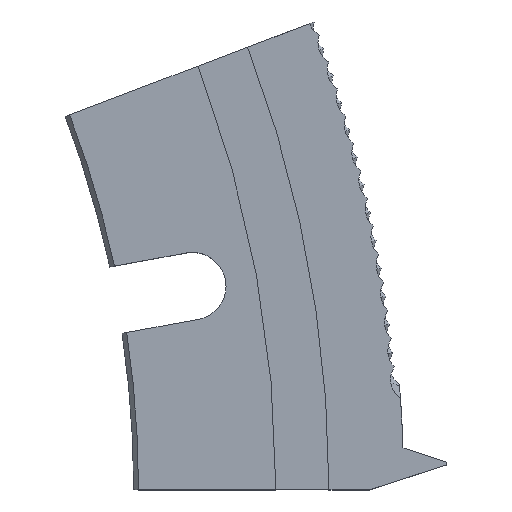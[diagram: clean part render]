
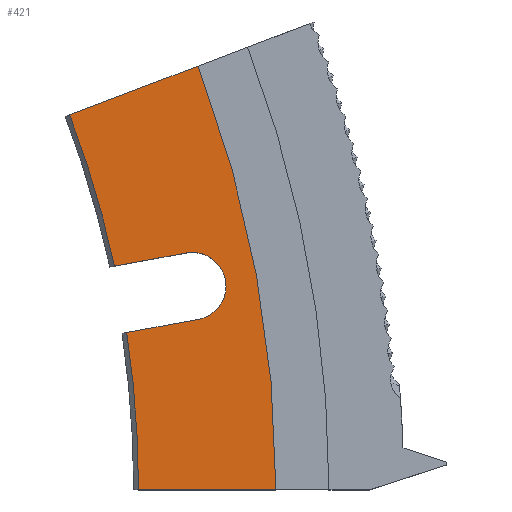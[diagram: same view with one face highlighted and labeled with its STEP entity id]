
A CAD part, top view. The second image highlights one B-rep face of the part: STEP entity #421.
In plain terms, the highlighted planar face has unit normal (0, 0, 1).
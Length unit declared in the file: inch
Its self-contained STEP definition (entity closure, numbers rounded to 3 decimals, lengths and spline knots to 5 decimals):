
#35 = EDGE_CURVE ( 'NONE', #1002, #2362, #943, .T. ) ;
#60 = CARTESIAN_POINT ( 'NONE',  ( 0., 0., 0. ) ) ;
#74 = CIRCLE ( 'NONE', #555, 0.21875 ) ;
#105 = CARTESIAN_POINT ( 'NONE',  ( 6.68798, 1.45064, 0. ) ) ;
#107 = EDGE_CURVE ( 'NONE', #805, #701, #454, .T. ) ;
#113 = CARTESIAN_POINT ( 'NONE',  ( 6.39694, 2.43158, 0. ) ) ;
#116 = DIRECTION ( 'NONE',  ( 1., 0., 0. ) ) ;
#130 = DIRECTION ( 'NONE',  ( 0., 0., 1. ) ) ;
#169 = ORIENTED_EDGE ( 'NONE', *, *, #1895, .F. ) ;
#179 = CARTESIAN_POINT ( 'NONE',  ( 7.2298, 2.74817, 0. ) ) ;
#262 = VECTOR ( 'NONE', #2366, 39.37008 ) ;
#382 = VERTEX_POINT ( 'NONE', #1356 ) ;
#404 = VERTEX_POINT ( 'NONE', #968 ) ;
#421 = ADVANCED_FACE ( 'NONE', ( #772 ), #2087, .T. ) ;
#438 = LINE ( 'NONE', #987, #1644 ) ;
#444 = DIRECTION ( 'NONE',  ( 0., 0., 1. ) ) ;
#454 = LINE ( 'NONE', #843, #653 ) ;
#475 = CARTESIAN_POINT ( 'NONE',  ( 6.8435, 0., 0. ) ) ;
#509 = DIRECTION ( 'NONE',  ( -0.984, -0.181, 0. ) ) ;
#542 = DIRECTION ( 'NONE',  ( 1., 0., 0. ) ) ;
#555 = AXIS2_PLACEMENT_3D ( 'NONE', #1624, #130, #116 ) ;
#562 = DIRECTION ( 'NONE',  ( 0., 0., -1. ) ) ;
#571 = CARTESIAN_POINT ( 'NONE',  ( 7.15271, 1.53599, 0. ) ) ;
#573 = CARTESIAN_POINT ( 'NONE',  ( 0., 0., 0. ) ) ;
#597 = DIRECTION ( 'NONE',  ( 1., 0., 0. ) ) ;
#653 = VECTOR ( 'NONE', #509, 39.37008 ) ;
#701 = VERTEX_POINT ( 'NONE', #1171 ) ;
#748 = VECTOR ( 'NONE', #1506, 39.37008 ) ;
#772 = FACE_OUTER_BOUND ( 'NONE', #2269, .T. ) ;
#788 = DIRECTION ( 'NONE',  ( 1., 0., 0. ) ) ;
#805 = VERTEX_POINT ( 'NONE', #2274 ) ;
#808 = ORIENTED_EDGE ( 'NONE', *, *, #858, .F. ) ;
#823 = ORIENTED_EDGE ( 'NONE', *, *, #107, .T. ) ;
#825 = DIRECTION ( 'NONE',  ( 1., 0., 0. ) ) ;
#843 = CARTESIAN_POINT ( 'NONE',  ( 7.23173, 1.10569, 0. ) ) ;
#858 = EDGE_CURVE ( 'NONE', #1002, #1589, #1090, .T. ) ;
#872 = CARTESIAN_POINT ( 'NONE',  ( 7.7345, 0., 0. ) ) ;
#873 = ORIENTED_EDGE ( 'NONE', *, *, #1541, .F. ) ;
#943 = CIRCLE ( 'NONE', #2064, 6.8435 ) ;
#956 = ORIENTED_EDGE ( 'NONE', *, *, #2076, .F. ) ;
#968 = CARTESIAN_POINT ( 'NONE',  ( 7.41097, 1.32084, 0. ) ) ;
#987 = CARTESIAN_POINT ( 'NONE',  ( 6.8125, 0., 0. ) ) ;
#1002 = VERTEX_POINT ( 'NONE', #113 ) ;
#1034 = DIRECTION ( 'NONE',  ( 1., 0., 0. ) ) ;
#1090 = LINE ( 'NONE', #1991, #262 ) ;
#1171 = CARTESIAN_POINT ( 'NONE',  ( 6.76701, 1.02034, 0. ) ) ;
#1323 = EDGE_CURVE ( 'NONE', #404, #382, #2370, .T. ) ;
#1339 = AXIS2_PLACEMENT_3D ( 'NONE', #573, #1699, #1866 ) ;
#1356 = CARTESIAN_POINT ( 'NONE',  ( 7.15271, 1.53599, 0. ) ) ;
#1389 = CARTESIAN_POINT ( 'NONE',  ( 7.19222, 1.32084, 0. ) ) ;
#1450 = VERTEX_POINT ( 'NONE', #872 ) ;
#1494 = LINE ( 'NONE', #571, #748 ) ;
#1506 = DIRECTION ( 'NONE',  ( -0.984, -0.181, 0. ) ) ;
#1520 = DIRECTION ( 'NONE',  ( 0., 0., 1. ) ) ;
#1523 = AXIS2_PLACEMENT_3D ( 'NONE', #60, #1520, #788 ) ;
#1541 = EDGE_CURVE ( 'NONE', #1589, #1450, #2259, .T. ) ;
#1589 = VERTEX_POINT ( 'NONE', #179 ) ;
#1624 = CARTESIAN_POINT ( 'NONE',  ( 7.19222, 1.32084, 0. ) ) ;
#1644 = VECTOR ( 'NONE', #597, 39.37008 ) ;
#1675 = DIRECTION ( 'NONE',  ( 0., 0., -1. ) ) ;
#1698 = CARTESIAN_POINT ( 'NONE',  ( 0., 0., 0. ) ) ;
#1699 = DIRECTION ( 'NONE',  ( 0., 0., -1. ) ) ;
#1726 = ORIENTED_EDGE ( 'NONE', *, *, #1323, .F. ) ;
#1765 = ORIENTED_EDGE ( 'NONE', *, *, #1959, .T. ) ;
#1866 = DIRECTION ( 'NONE',  ( 1., 0., 0. ) ) ;
#1892 = VERTEX_POINT ( 'NONE', #475 ) ;
#1895 = EDGE_CURVE ( 'NONE', #382, #2362, #1494, .T. ) ;
#1938 = AXIS2_PLACEMENT_3D ( 'NONE', #1389, #444, #825 ) ;
#1959 = EDGE_CURVE ( 'NONE', #701, #1892, #2261, .T. ) ;
#1991 = CARTESIAN_POINT ( 'NONE',  ( 6.36797, 2.42057, 0. ) ) ;
#2001 = EDGE_CURVE ( 'NONE', #1892, #1450, #438, .T. ) ;
#2064 = AXIS2_PLACEMENT_3D ( 'NONE', #1698, #1675, #1034 ) ;
#2076 = EDGE_CURVE ( 'NONE', #805, #404, #74, .T. ) ;
#2087 = PLANE ( 'NONE',  #1523 ) ;
#2108 = ORIENTED_EDGE ( 'NONE', *, *, #2001, .T. ) ;
#2179 = AXIS2_PLACEMENT_3D ( 'NONE', #2205, #562, #542 ) ;
#2205 = CARTESIAN_POINT ( 'NONE',  ( 0., 0., 0. ) ) ;
#2243 = ORIENTED_EDGE ( 'NONE', *, *, #35, .T. ) ;
#2259 = CIRCLE ( 'NONE', #1339, 7.7345 ) ;
#2261 = CIRCLE ( 'NONE', #2179, 6.8435 ) ;
#2269 = EDGE_LOOP ( 'NONE', ( #873, #808, #2243, #169, #1726, #956, #823, #1765, #2108 ) ) ;
#2274 = CARTESIAN_POINT ( 'NONE',  ( 7.23173, 1.10569, 0. ) ) ;
#2362 = VERTEX_POINT ( 'NONE', #105 ) ;
#2366 = DIRECTION ( 'NONE',  ( 0.935, 0.355, 0. ) ) ;
#2370 = CIRCLE ( 'NONE', #1938, 0.21875 ) ;
